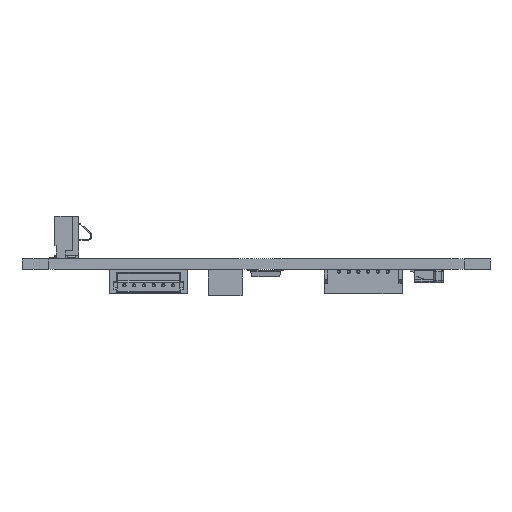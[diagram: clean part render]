
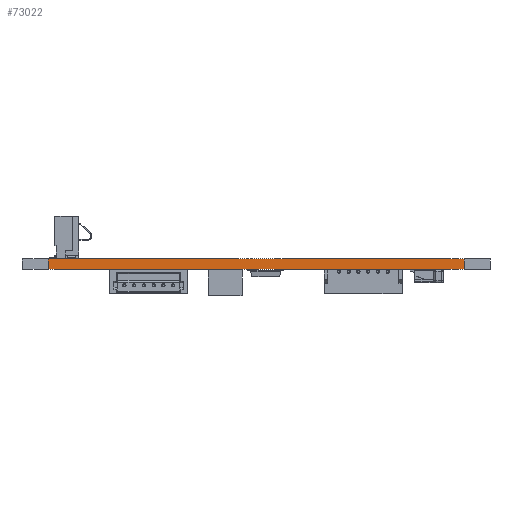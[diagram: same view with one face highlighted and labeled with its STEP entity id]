
A CAD part, front view. The second image highlights one B-rep face of the part: STEP entity #73022.
In plain terms, the highlighted planar face has unit normal (0, -1, 0).
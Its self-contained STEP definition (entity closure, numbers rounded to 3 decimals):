
#53327 = PLANE('',#53328);
#53328 = AXIS2_PLACEMENT_3D('',#53329,#53330,#53331);
#53329 = CARTESIAN_POINT('',(150.,-100.,1.6));
#53330 = DIRECTION('',(-0.,-0.,-1.));
#53331 = DIRECTION('',(-1.,0.,0.));
#53381 = PLANE('',#53382);
#53382 = AXIS2_PLACEMENT_3D('',#53383,#53384,#53385);
#53383 = CARTESIAN_POINT('',(150.,-100.,0.));
#53384 = DIRECTION('',(-0.,-0.,-1.));
#53385 = DIRECTION('',(-1.,0.,0.));
#54330 = VERTEX_POINT('',#54331);
#54331 = CARTESIAN_POINT('',(182.,-120.,0.));
#54345 = PLANE('',#54346);
#54346 = AXIS2_PLACEMENT_3D('',#54347,#54348,#54349);
#54347 = CARTESIAN_POINT('',(186.,-120.,0.));
#54348 = DIRECTION('',(0.,-1.,0.));
#54349 = DIRECTION('',(-1.,0.,0.));
#54357 = EDGE_CURVE('',#54330,#54358,#54360,.T.);
#54358 = VERTEX_POINT('',#54359);
#54359 = CARTESIAN_POINT('',(118.,-120.,0.));
#54360 = SURFACE_CURVE('',#54361,(#54365,#54372),.PCURVE_S1.);
#54361 = LINE('',#54362,#54363);
#54362 = CARTESIAN_POINT('',(182.,-120.,0.));
#54363 = VECTOR('',#54364,1.);
#54364 = DIRECTION('',(-1.,0.,0.));
#54365 = PCURVE('',#53381,#54366);
#54366 = DEFINITIONAL_REPRESENTATION('',(#54367),#54371);
#54367 = LINE('',#54368,#54369);
#54368 = CARTESIAN_POINT('',(-32.,-20.));
#54369 = VECTOR('',#54370,1.);
#54370 = DIRECTION('',(1.,0.));
#54371 = ( GEOMETRIC_REPRESENTATION_CONTEXT(2) 
PARAMETRIC_REPRESENTATION_CONTEXT() REPRESENTATION_CONTEXT('2D SPACE',''
  ) );
#54372 = PCURVE('',#54373,#54378);
#54373 = PLANE('',#54374);
#54374 = AXIS2_PLACEMENT_3D('',#54375,#54376,#54377);
#54375 = CARTESIAN_POINT('',(182.,-120.,0.));
#54376 = DIRECTION('',(0.,-1.,0.));
#54377 = DIRECTION('',(-1.,0.,0.));
#54378 = DEFINITIONAL_REPRESENTATION('',(#54379),#54383);
#54379 = LINE('',#54380,#54381);
#54380 = CARTESIAN_POINT('',(0.,-0.));
#54381 = VECTOR('',#54382,1.);
#54382 = DIRECTION('',(1.,0.));
#54383 = ( GEOMETRIC_REPRESENTATION_CONTEXT(2) 
PARAMETRIC_REPRESENTATION_CONTEXT() REPRESENTATION_CONTEXT('2D SPACE',''
  ) );
#54401 = PLANE('',#54402);
#54402 = AXIS2_PLACEMENT_3D('',#54403,#54404,#54405);
#54403 = CARTESIAN_POINT('',(118.,-120.,0.));
#54404 = DIRECTION('',(0.,-1.,0.));
#54405 = DIRECTION('',(-1.,0.,0.));
#64005 = VERTEX_POINT('',#64006);
#64006 = CARTESIAN_POINT('',(182.,-120.,1.6));
#64027 = EDGE_CURVE('',#64005,#64028,#64030,.T.);
#64028 = VERTEX_POINT('',#64029);
#64029 = CARTESIAN_POINT('',(118.,-120.,1.6));
#64030 = SURFACE_CURVE('',#64031,(#64035,#64042),.PCURVE_S1.);
#64031 = LINE('',#64032,#64033);
#64032 = CARTESIAN_POINT('',(182.,-120.,1.6));
#64033 = VECTOR('',#64034,1.);
#64034 = DIRECTION('',(-1.,0.,0.));
#64035 = PCURVE('',#53327,#64036);
#64036 = DEFINITIONAL_REPRESENTATION('',(#64037),#64041);
#64037 = LINE('',#64038,#64039);
#64038 = CARTESIAN_POINT('',(-32.,-20.));
#64039 = VECTOR('',#64040,1.);
#64040 = DIRECTION('',(1.,0.));
#64041 = ( GEOMETRIC_REPRESENTATION_CONTEXT(2) 
PARAMETRIC_REPRESENTATION_CONTEXT() REPRESENTATION_CONTEXT('2D SPACE',''
  ) );
#64042 = PCURVE('',#54373,#64043);
#64043 = DEFINITIONAL_REPRESENTATION('',(#64044),#64048);
#64044 = LINE('',#64045,#64046);
#64045 = CARTESIAN_POINT('',(0.,-1.6));
#64046 = VECTOR('',#64047,1.);
#64047 = DIRECTION('',(1.,0.));
#64048 = ( GEOMETRIC_REPRESENTATION_CONTEXT(2) 
PARAMETRIC_REPRESENTATION_CONTEXT() REPRESENTATION_CONTEXT('2D SPACE',''
  ) );
#72974 = EDGE_CURVE('',#54330,#64005,#72975,.T.);
#72975 = SURFACE_CURVE('',#72976,(#72980,#72987),.PCURVE_S1.);
#72976 = LINE('',#72977,#72978);
#72977 = CARTESIAN_POINT('',(182.,-120.,0.));
#72978 = VECTOR('',#72979,1.);
#72979 = DIRECTION('',(0.,0.,1.));
#72980 = PCURVE('',#54345,#72981);
#72981 = DEFINITIONAL_REPRESENTATION('',(#72982),#72986);
#72982 = LINE('',#72983,#72984);
#72983 = CARTESIAN_POINT('',(4.,0.));
#72984 = VECTOR('',#72985,1.);
#72985 = DIRECTION('',(0.,-1.));
#72986 = ( GEOMETRIC_REPRESENTATION_CONTEXT(2) 
PARAMETRIC_REPRESENTATION_CONTEXT() REPRESENTATION_CONTEXT('2D SPACE',''
  ) );
#72987 = PCURVE('',#54373,#72988);
#72988 = DEFINITIONAL_REPRESENTATION('',(#72989),#72993);
#72989 = LINE('',#72990,#72991);
#72990 = CARTESIAN_POINT('',(0.,-0.));
#72991 = VECTOR('',#72992,1.);
#72992 = DIRECTION('',(0.,-1.));
#72993 = ( GEOMETRIC_REPRESENTATION_CONTEXT(2) 
PARAMETRIC_REPRESENTATION_CONTEXT() REPRESENTATION_CONTEXT('2D SPACE',''
  ) );
#73022 = ADVANCED_FACE('',(#73023),#54373,.T.);
#73023 = FACE_BOUND('',#73024,.T.);
#73024 = EDGE_LOOP('',(#73025,#73026,#73027,#73048));
#73025 = ORIENTED_EDGE('',*,*,#72974,.T.);
#73026 = ORIENTED_EDGE('',*,*,#64027,.T.);
#73027 = ORIENTED_EDGE('',*,*,#73028,.F.);
#73028 = EDGE_CURVE('',#54358,#64028,#73029,.T.);
#73029 = SURFACE_CURVE('',#73030,(#73034,#73041),.PCURVE_S1.);
#73030 = LINE('',#73031,#73032);
#73031 = CARTESIAN_POINT('',(118.,-120.,0.));
#73032 = VECTOR('',#73033,1.);
#73033 = DIRECTION('',(0.,0.,1.));
#73034 = PCURVE('',#54373,#73035);
#73035 = DEFINITIONAL_REPRESENTATION('',(#73036),#73040);
#73036 = LINE('',#73037,#73038);
#73037 = CARTESIAN_POINT('',(64.,0.));
#73038 = VECTOR('',#73039,1.);
#73039 = DIRECTION('',(0.,-1.));
#73040 = ( GEOMETRIC_REPRESENTATION_CONTEXT(2) 
PARAMETRIC_REPRESENTATION_CONTEXT() REPRESENTATION_CONTEXT('2D SPACE',''
  ) );
#73041 = PCURVE('',#54401,#73042);
#73042 = DEFINITIONAL_REPRESENTATION('',(#73043),#73047);
#73043 = LINE('',#73044,#73045);
#73044 = CARTESIAN_POINT('',(0.,-0.));
#73045 = VECTOR('',#73046,1.);
#73046 = DIRECTION('',(0.,-1.));
#73047 = ( GEOMETRIC_REPRESENTATION_CONTEXT(2) 
PARAMETRIC_REPRESENTATION_CONTEXT() REPRESENTATION_CONTEXT('2D SPACE',''
  ) );
#73048 = ORIENTED_EDGE('',*,*,#54357,.F.);
